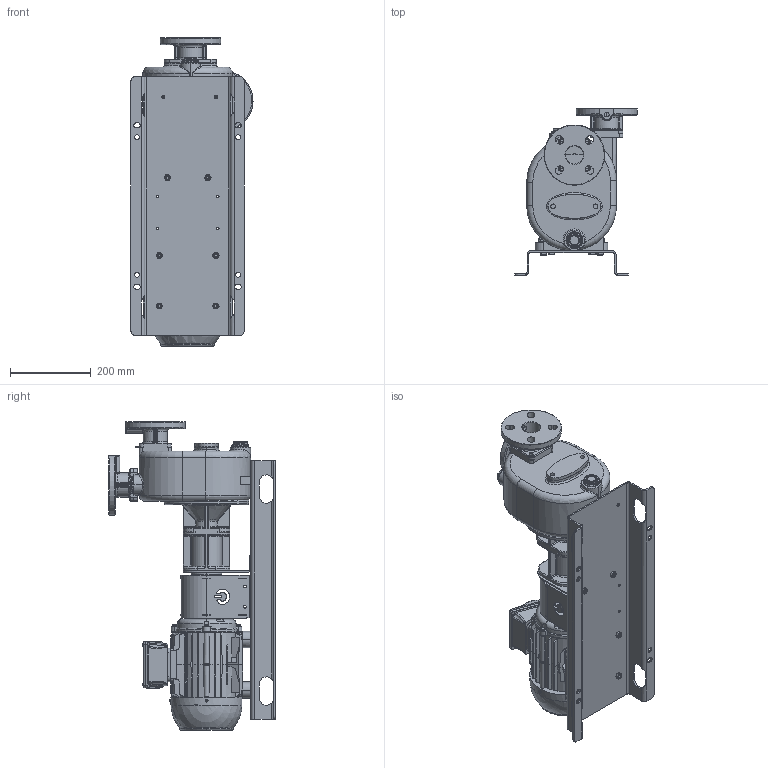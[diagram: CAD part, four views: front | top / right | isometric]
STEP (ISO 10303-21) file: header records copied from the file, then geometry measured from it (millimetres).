
FILE_DESCRIPTION((''),'2;1');
FILE_NAME('S_45_B-FIT','2017-09-05T15:24:10',('Amenduni'),(''),'CREO PARAMETRIC BY PTC INC, 2017110','CREO PARAMETRIC BY PTC INC, 2017110','');
FILE_SCHEMA(('CONFIG_CONTROL_DESIGN'));
Products named in the file (1): S_45_B-FIT
Bounding box: 301.97 x 412 x 762.5 mm (x, y, z)
Volume: 16352572.6 mm3; surface area: 1443423.3 mm2
Topology: 2 solids, 2 shells, 3168 faces, 8155 edges, 5117 vertices
Faces by surface type: plane 1687, cylinder 704, cone 323, bspline 238, torus 199, sphere 13, extrusion 4
Entity records: 132967 total; most frequent: CARTESIAN_POINT 58103, ORIENTED_EDGE 16298, DIRECTION 14504, EDGE_CURVE 8149, VERTEX_POINT 5117, AXIS2_PLACEMENT_3D 5049, VECTOR 4406, LINE 4402
